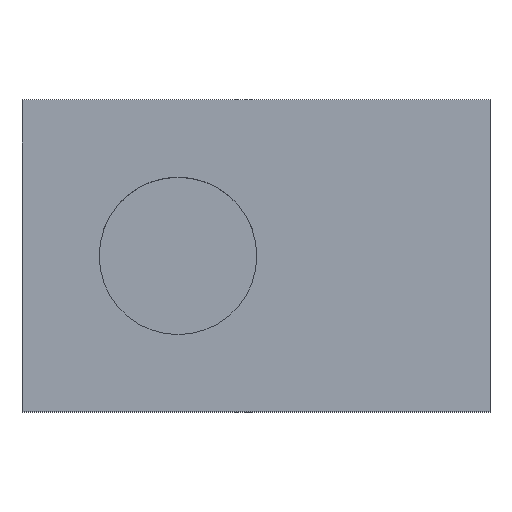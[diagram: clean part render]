
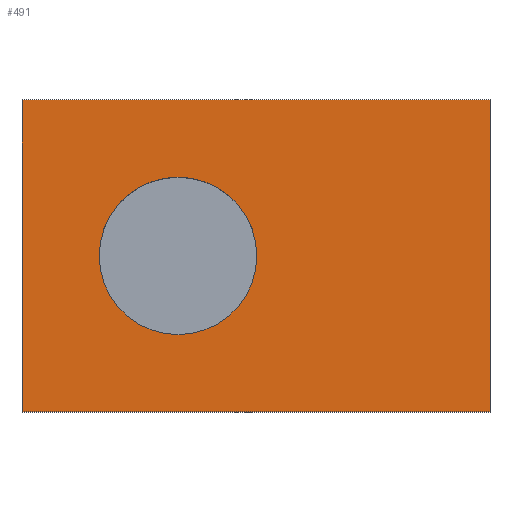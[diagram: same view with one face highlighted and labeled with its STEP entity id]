
A CAD part, top view. The second image highlights one B-rep face of the part: STEP entity #491.
In plain terms, the highlighted planar face has unit normal (0, 0, 1).
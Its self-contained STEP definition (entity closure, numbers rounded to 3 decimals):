
#2 = CARTESIAN_POINT ( 'NONE',  ( 0., 0., 10. ) ) ;
#9 = EDGE_CURVE ( 'NONE', #482, #594, #335, .T. ) ;
#50 = VECTOR ( 'NONE', #526, 1000. ) ;
#54 = AXIS2_PLACEMENT_3D ( 'NONE', #407, #513, #207 ) ;
#68 = VERTEX_POINT ( 'NONE', #113 ) ;
#106 = ORIENTED_EDGE ( 'NONE', *, *, #144, .T. ) ;
#113 = CARTESIAN_POINT ( 'NONE',  ( -15., -10., 10. ) ) ;
#144 = EDGE_CURVE ( 'NONE', #594, #68, #370, .T. ) ;
#145 = VERTEX_POINT ( 'NONE', #362 ) ;
#157 = EDGE_CURVE ( 'NONE', #68, #448, #404, .T. ) ;
#162 = DIRECTION ( 'NONE',  ( 0., -1., 0. ) ) ;
#170 = PLANE ( 'NONE',  #397 ) ;
#181 = CARTESIAN_POINT ( 'NONE',  ( -5., 0., 10. ) ) ;
#185 = ORIENTED_EDGE ( 'NONE', *, *, #278, .T. ) ;
#207 = DIRECTION ( 'NONE',  ( 1., 0., 0. ) ) ;
#210 = FACE_OUTER_BOUND ( 'NONE', #236, .T. ) ;
#232 = CARTESIAN_POINT ( 'NONE',  ( -15., 10., 10. ) ) ;
#233 = AXIS2_PLACEMENT_3D ( 'NONE', #181, #537, #433 ) ;
#236 = EDGE_LOOP ( 'NONE', ( #106, #249, #185, #603 ) ) ;
#249 = ORIENTED_EDGE ( 'NONE', *, *, #157, .T. ) ;
#253 = CARTESIAN_POINT ( 'NONE',  ( 15., -10., 10. ) ) ;
#278 = EDGE_CURVE ( 'NONE', #448, #482, #308, .T. ) ;
#286 = DIRECTION ( 'NONE',  ( 1., 0., 0. ) ) ;
#289 = CARTESIAN_POINT ( 'NONE',  ( 15., -10., 10. ) ) ;
#299 = CIRCLE ( 'NONE', #233, 5.05 ) ;
#305 = VERTEX_POINT ( 'NONE', #380 ) ;
#308 = LINE ( 'NONE', #289, #471 ) ;
#310 = ORIENTED_EDGE ( 'NONE', *, *, #378, .F. ) ;
#321 = CARTESIAN_POINT ( 'NONE',  ( 15., 10., 10. ) ) ;
#335 = LINE ( 'NONE', #321, #50 ) ;
#362 = CARTESIAN_POINT ( 'NONE',  ( 0.05, 0., 10. ) ) ;
#363 = ORIENTED_EDGE ( 'NONE', *, *, #587, .F. ) ;
#370 = LINE ( 'NONE', #473, #523 ) ;
#378 = EDGE_CURVE ( 'NONE', #145, #305, #531, .T. ) ;
#380 = CARTESIAN_POINT ( 'NONE',  ( -10.05, 0., 10. ) ) ;
#397 = AXIS2_PLACEMENT_3D ( 'NONE', #2, #573, #627 ) ;
#404 = LINE ( 'NONE', #469, #600 ) ;
#407 = CARTESIAN_POINT ( 'NONE',  ( -5., 0., 10. ) ) ;
#433 = DIRECTION ( 'NONE',  ( 1., 0., 0. ) ) ;
#448 = VERTEX_POINT ( 'NONE', #253 ) ;
#469 = CARTESIAN_POINT ( 'NONE',  ( 15., -10., 10. ) ) ;
#471 = VECTOR ( 'NONE', #481, 1000. ) ;
#473 = CARTESIAN_POINT ( 'NONE',  ( -15., -10., 10. ) ) ;
#481 = DIRECTION ( 'NONE',  ( 0., 1., 0. ) ) ;
#482 = VERTEX_POINT ( 'NONE', #669 ) ;
#488 = FACE_BOUND ( 'NONE', #559, .T. ) ;
#491 = ADVANCED_FACE ( 'NONE', ( #488, #210 ), #170, .T. ) ;
#513 = DIRECTION ( 'NONE',  ( 0., 0., 1. ) ) ;
#523 = VECTOR ( 'NONE', #162, 1000. ) ;
#526 = DIRECTION ( 'NONE',  ( -1., 0., 0. ) ) ;
#531 = CIRCLE ( 'NONE', #54, 5.05 ) ;
#537 = DIRECTION ( 'NONE',  ( 0., 0., 1. ) ) ;
#559 = EDGE_LOOP ( 'NONE', ( #310, #363 ) ) ;
#573 = DIRECTION ( 'NONE',  ( 0., 0., 1. ) ) ;
#587 = EDGE_CURVE ( 'NONE', #305, #145, #299, .T. ) ;
#594 = VERTEX_POINT ( 'NONE', #232 ) ;
#600 = VECTOR ( 'NONE', #286, 1000. ) ;
#603 = ORIENTED_EDGE ( 'NONE', *, *, #9, .T. ) ;
#627 = DIRECTION ( 'NONE',  ( 1., 0., 0. ) ) ;
#669 = CARTESIAN_POINT ( 'NONE',  ( 15., 10., 10. ) ) ;
